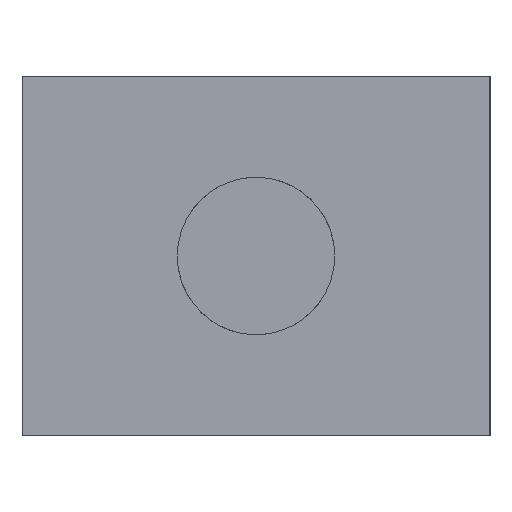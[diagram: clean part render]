
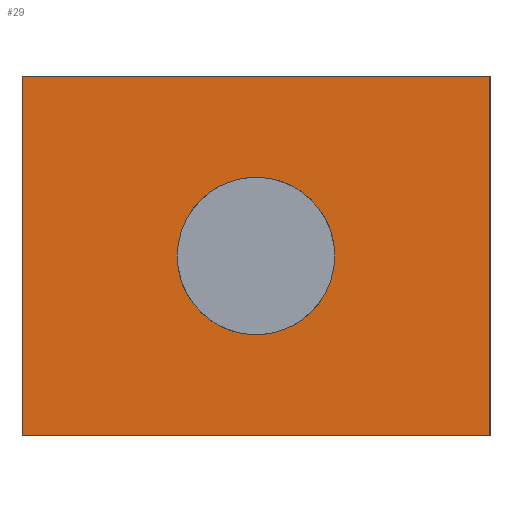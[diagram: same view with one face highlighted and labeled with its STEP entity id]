
A CAD part, left-side view. The second image highlights one B-rep face of the part: STEP entity #29.
In plain terms, the highlighted free-form (B-spline) face has degree [2, 1] with [5, 2] control points.
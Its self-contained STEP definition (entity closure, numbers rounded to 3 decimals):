
#24=FACE_BOUND('',#52,.T.);
#29=ADVANCED_FACE('',(#40,#24),#180,.T.);
#40=FACE_OUTER_BOUND('',#51,.T.);
#51=EDGE_LOOP('',(#71,#72,#73,#74));
#52=EDGE_LOOP('',(#75,#76));
#71=ORIENTED_EDGE('',*,*,#118,.T.);
#72=ORIENTED_EDGE('',*,*,#119,.T.);
#73=ORIENTED_EDGE('',*,*,#120,.F.);
#74=ORIENTED_EDGE('',*,*,#116,.F.);
#75=ORIENTED_EDGE('',*,*,#128,.T.);
#76=ORIENTED_EDGE('',*,*,#134,.T.);
#116=EDGE_CURVE('',#163,#164,#140,.T.);
#118=EDGE_CURVE('',#163,#165,#142,.T.);
#119=EDGE_CURVE('',#165,#166,#143,.T.);
#120=EDGE_CURVE('',#164,#166,#144,.T.);
#128=EDGE_CURVE('',#170,#174,#152,.T.);
#134=EDGE_CURVE('',#174,#170,#158,.T.);
#140=(
BOUNDED_CURVE()
B_SPLINE_CURVE(1,(#326,#327),.UNSPECIFIED.,.F.,.F.)
B_SPLINE_CURVE_WITH_KNOTS((2,2),(0.,4.),.UNSPECIFIED.)
CURVE()
GEOMETRIC_REPRESENTATION_ITEM()
RATIONAL_B_SPLINE_CURVE((1.,1.))
REPRESENTATION_ITEM('')
);
#142=(
BOUNDED_CURVE()
B_SPLINE_CURVE(2,(#331,#332,#333,#334,#335),.UNSPECIFIED.,.F.,.F.)
B_SPLINE_CURVE_WITH_KNOTS((3,2,3),(30.567,33.167,35.767),
 .UNSPECIFIED.)
CURVE()
GEOMETRIC_REPRESENTATION_ITEM()
RATIONAL_B_SPLINE_CURVE((1.,1.,1.,1.,1.))
REPRESENTATION_ITEM('')
);
#143=(
BOUNDED_CURVE()
B_SPLINE_CURVE(1,(#336,#337),.UNSPECIFIED.,.F.,.F.)
B_SPLINE_CURVE_WITH_KNOTS((2,2),(0.,4.),.UNSPECIFIED.)
CURVE()
GEOMETRIC_REPRESENTATION_ITEM()
RATIONAL_B_SPLINE_CURVE((1.,1.))
REPRESENTATION_ITEM('')
);
#144=(
BOUNDED_CURVE()
B_SPLINE_CURVE(2,(#338,#339,#340,#341,#342),.UNSPECIFIED.,.F.,.F.)
B_SPLINE_CURVE_WITH_KNOTS((3,2,3),(30.567,33.167,35.767),
 .UNSPECIFIED.)
CURVE()
GEOMETRIC_REPRESENTATION_ITEM()
RATIONAL_B_SPLINE_CURVE((1.,1.,1.,1.,1.))
REPRESENTATION_ITEM('')
);
#152=(
BOUNDED_CURVE()
B_SPLINE_CURVE(2,(#368,#369,#370,#371,#372),.UNSPECIFIED.,.F.,.F.)
B_SPLINE_CURVE_WITH_KNOTS((3,2,3),(-5.498,-4.123,-2.749),
 .UNSPECIFIED.)
CURVE()
GEOMETRIC_REPRESENTATION_ITEM()
RATIONAL_B_SPLINE_CURVE((1.,0.707,1.,0.707,1.))
REPRESENTATION_ITEM('')
);
#158=(
BOUNDED_CURVE()
B_SPLINE_CURVE(2,(#392,#393,#394,#395,#396),.UNSPECIFIED.,.F.,.F.)
B_SPLINE_CURVE_WITH_KNOTS((3,2,3),(-2.749,-1.374,
0.),.UNSPECIFIED.)
CURVE()
GEOMETRIC_REPRESENTATION_ITEM()
RATIONAL_B_SPLINE_CURVE((1.,0.707,1.,0.707,1.))
REPRESENTATION_ITEM('')
);
#163=VERTEX_POINT('',#297);
#164=VERTEX_POINT('',#298);
#165=VERTEX_POINT('',#299);
#166=VERTEX_POINT('',#300);
#170=VERTEX_POINT('',#304);
#174=VERTEX_POINT('',#308);
#180=(
BOUNDED_SURFACE()
B_SPLINE_SURFACE(2,1,((#234,#235),(#236,#237),(#238,#239),(#240,#241),(#242,
#243)),.UNSPECIFIED.,.F.,.F.,.F.)
B_SPLINE_SURFACE_WITH_KNOTS((3,2,3),(2,2),(30.567,33.167,
35.767),(0.,4.),.UNSPECIFIED.)
GEOMETRIC_REPRESENTATION_ITEM()
RATIONAL_B_SPLINE_SURFACE(((1.,1.),(1.,1.),(1.,1.),(1.,1.),(1.,1.)))
REPRESENTATION_ITEM('')
SURFACE()
);
#234=CARTESIAN_POINT('',(302.,2.6,0.));
#235=CARTESIAN_POINT('',(302.,2.6,4.));
#236=CARTESIAN_POINT('',(302.,1.3,0.));
#237=CARTESIAN_POINT('',(302.,1.3,4.));
#238=CARTESIAN_POINT('',(302.,0.,0.));
#239=CARTESIAN_POINT('',(302.,0.,4.));
#240=CARTESIAN_POINT('',(302.,-1.3,0.));
#241=CARTESIAN_POINT('',(302.,-1.3,4.));
#242=CARTESIAN_POINT('',(302.,-2.6,0.));
#243=CARTESIAN_POINT('',(302.,-2.6,4.));
#297=CARTESIAN_POINT('',(302.,2.6,0.));
#298=CARTESIAN_POINT('',(302.,2.6,4.));
#299=CARTESIAN_POINT('',(302.,-2.6,0.));
#300=CARTESIAN_POINT('',(302.,-2.6,4.));
#304=CARTESIAN_POINT('',(302.,-0.875,2.));
#308=CARTESIAN_POINT('',(302.,0.875,2.));
#326=CARTESIAN_POINT('',(302.,2.6,0.));
#327=CARTESIAN_POINT('',(302.,2.6,4.));
#331=CARTESIAN_POINT('',(302.,2.6,0.));
#332=CARTESIAN_POINT('',(302.,1.3,0.));
#333=CARTESIAN_POINT('',(302.,0.,0.));
#334=CARTESIAN_POINT('',(302.,-1.3,0.));
#335=CARTESIAN_POINT('',(302.,-2.6,0.));
#336=CARTESIAN_POINT('',(302.,-2.6,0.));
#337=CARTESIAN_POINT('',(302.,-2.6,4.));
#338=CARTESIAN_POINT('',(302.,2.6,4.));
#339=CARTESIAN_POINT('',(302.,1.3,4.));
#340=CARTESIAN_POINT('',(302.,0.,4.));
#341=CARTESIAN_POINT('',(302.,-1.3,4.));
#342=CARTESIAN_POINT('',(302.,-2.6,4.));
#368=CARTESIAN_POINT('',(302.,-0.875,2.));
#369=CARTESIAN_POINT('',(302.,-0.875,1.125));
#370=CARTESIAN_POINT('',(302.,0.,1.125));
#371=CARTESIAN_POINT('',(302.,0.875,1.125));
#372=CARTESIAN_POINT('',(302.,0.875,2.));
#392=CARTESIAN_POINT('',(302.,0.875,2.));
#393=CARTESIAN_POINT('',(302.,0.875,2.875));
#394=CARTESIAN_POINT('',(302.,0.,2.875));
#395=CARTESIAN_POINT('',(302.,-0.875,2.875));
#396=CARTESIAN_POINT('',(302.,-0.875,2.));
